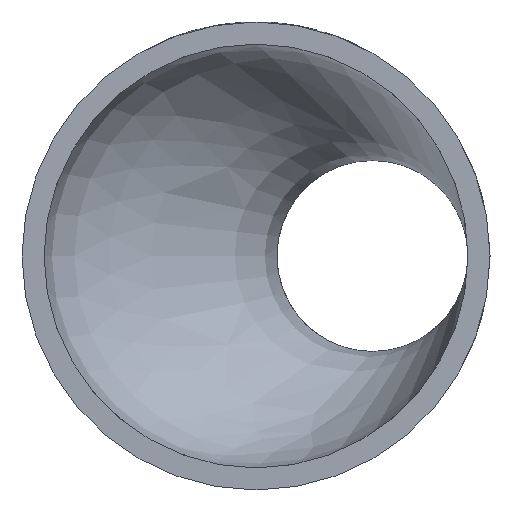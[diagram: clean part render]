
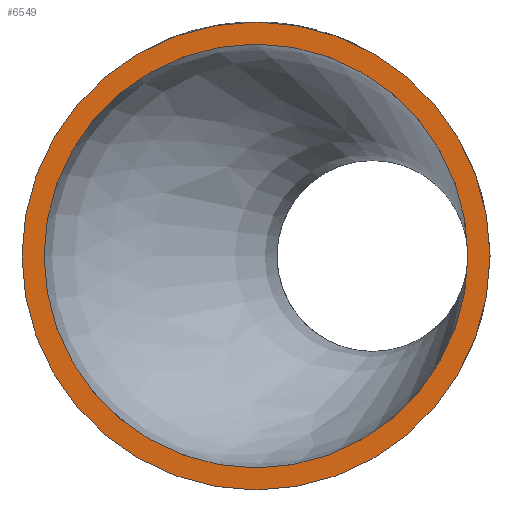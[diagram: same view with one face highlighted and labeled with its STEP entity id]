
A CAD part, left-side view. The second image highlights one B-rep face of the part: STEP entity #6549.
In plain terms, the highlighted planar face has unit normal (-1, 0, 0).
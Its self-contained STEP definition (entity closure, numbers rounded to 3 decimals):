
#420 = FACE_OUTER_BOUND ( 'NONE', #9119, .T. ) ;
#1243 = CARTESIAN_POINT ( 'NONE',  ( 0., 0., 0. ) ) ;
#1345 = PLANE ( 'NONE',  #7569 ) ;
#1483 = DIRECTION ( 'NONE',  ( -1., 0., 0. ) ) ;
#1502 = EDGE_LOOP ( 'NONE', ( #3135 ) ) ;
#2021 = AXIS2_PLACEMENT_3D ( 'NONE', #9496, #9297, #6217 ) ;
#2065 = VERTEX_POINT ( 'NONE', #7959 ) ;
#3135 = ORIENTED_EDGE ( 'NONE', *, *, #5574, .F. ) ;
#3255 = DIRECTION ( 'NONE',  ( 0., 0., 1. ) ) ;
#3271 = CIRCLE ( 'NONE', #10958, 19.2 ) ;
#5574 = EDGE_CURVE ( 'NONE', #12107, #12107, #3271, .T. ) ;
#5880 = CARTESIAN_POINT ( 'NONE',  ( 0., 0., 19.2 ) ) ;
#6217 = DIRECTION ( 'NONE',  ( 0., 0., 1. ) ) ;
#6549 = ADVANCED_FACE ( 'NONE', ( #9578, #420 ), #1345, .T. ) ;
#7161 = CIRCLE ( 'NONE', #2021, 21.2 ) ;
#7569 = AXIS2_PLACEMENT_3D ( 'NONE', #7577, #1483, #11651 ) ;
#7577 = CARTESIAN_POINT ( 'NONE',  ( 0., 0., 0. ) ) ;
#7959 = CARTESIAN_POINT ( 'NONE',  ( 0., 0., 21.2 ) ) ;
#9119 = EDGE_LOOP ( 'NONE', ( #9753 ) ) ;
#9297 = DIRECTION ( 'NONE',  ( -1., 0., 0. ) ) ;
#9496 = CARTESIAN_POINT ( 'NONE',  ( 0., 0., 0. ) ) ;
#9542 = DIRECTION ( 'NONE',  ( -1., 0., 0. ) ) ;
#9578 = FACE_BOUND ( 'NONE', #1502, .T. ) ;
#9753 = ORIENTED_EDGE ( 'NONE', *, *, #12411, .T. ) ;
#10958 = AXIS2_PLACEMENT_3D ( 'NONE', #1243, #9542, #3255 ) ;
#11651 = DIRECTION ( 'NONE',  ( 0., 0., 1. ) ) ;
#12107 = VERTEX_POINT ( 'NONE', #5880 ) ;
#12411 = EDGE_CURVE ( 'NONE', #2065, #2065, #7161, .T. ) ;
